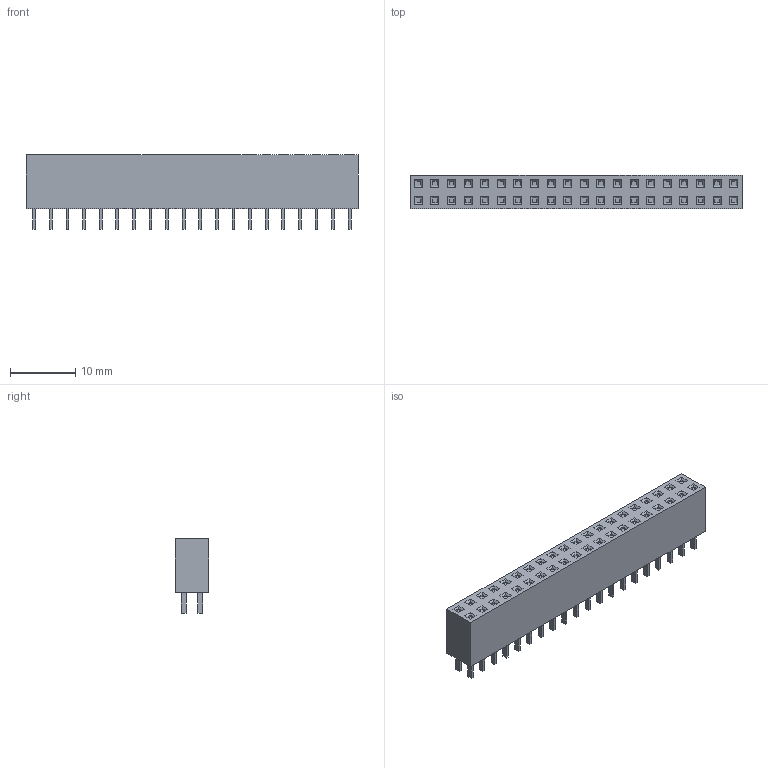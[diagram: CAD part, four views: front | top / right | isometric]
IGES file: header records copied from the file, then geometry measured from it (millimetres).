
Global section: file name: 64H78-5110-6379-0.igs; native system: NX V11.0; preprocessor: SIEMENS PLM Software NX 11.0; date: 20180514.132006; units: inch
Bounding box: 50.8 x 5.08 x 11.43 mm (x, y, z)
Surface area: 1782.1 mm2 (no closed solid volume)
Topology: 0 solids, 0 shells, 566 faces, 2584 edges, 2584 vertices
Faces by surface type: bspline 566
